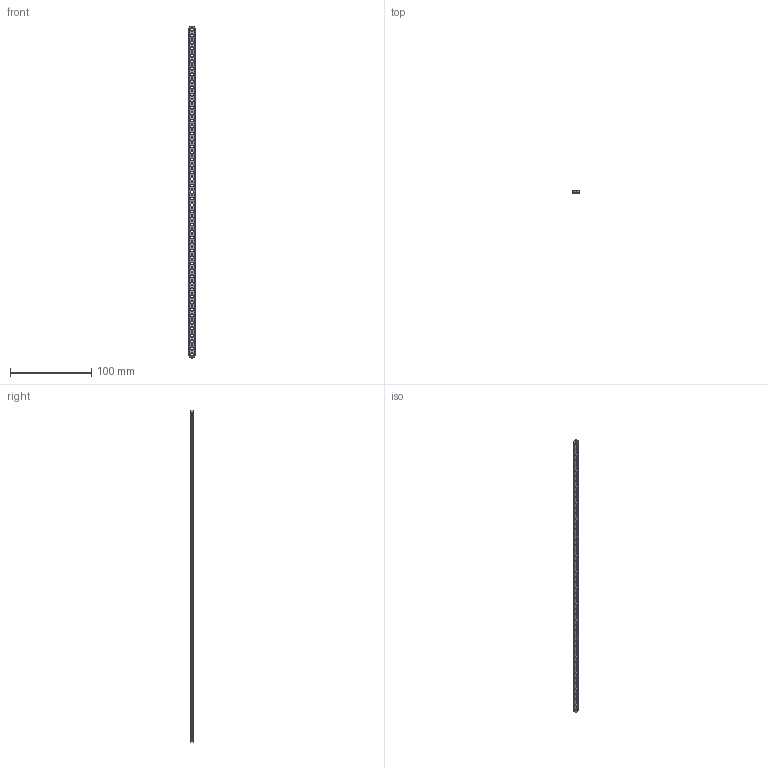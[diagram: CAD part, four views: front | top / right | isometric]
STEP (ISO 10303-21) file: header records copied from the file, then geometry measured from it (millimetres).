
FILE_DESCRIPTION (( 'STEP AP203' ), '1' );
FILE_NAME ('REV-41-1692.STEP', '2019-07-11T23:37:41', ( '' ), ( '' ), 'SwSTEP 2.0', 'SolidWorks 2018', '' );
FILE_SCHEMA (( 'CONFIG_CONTROL_DESIGN' ));
Length unit declared in the file: millimetre
Products named in the file (1): REV-41-1692
Bounding box: 8 x 2.9 x 408 mm (x, y, z)
Volume: 7846.3 mm3; surface area: 9070.9 mm2
Topology: 1 solids, 1 shells, 643 faces, 2229 edges, 1486 vertices
Faces by surface type: cylinder 425, plane 218
Entity records: 26742 total; most frequent: CARTESIAN_POINT 10049, ORIENTED_EDGE 4458, DIRECTION 2459, EDGE_CURVE 2229, VERTEX_POINT 1486, AXIS2_PLACEMENT_3D 856, B_SPLINE_CURVE_WITH_KNOTS 846, VECTOR 747
